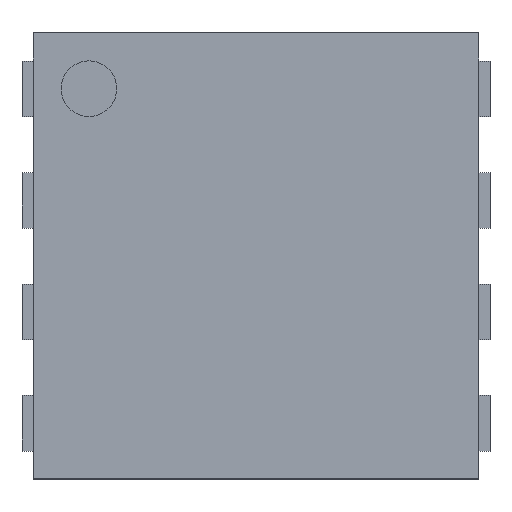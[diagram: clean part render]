
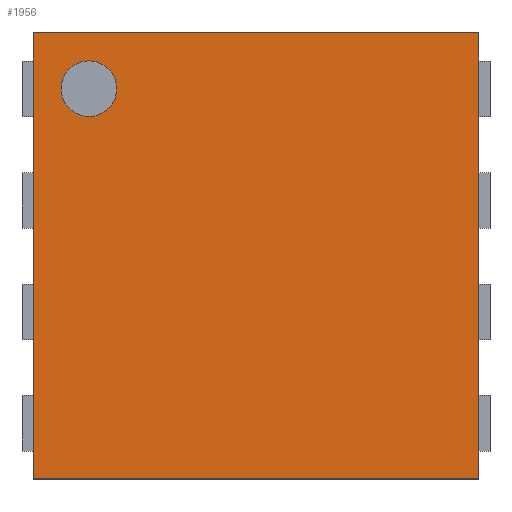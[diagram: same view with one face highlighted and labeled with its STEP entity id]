
A CAD part, top view. The second image highlights one B-rep face of the part: STEP entity #1956.
In plain terms, the highlighted planar face has unit normal (0, 0, 1).
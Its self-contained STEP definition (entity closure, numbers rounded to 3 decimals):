
#10 = EDGE_LOOP ( 'NONE', ( #1449, #1635, #1296, #953 ) ) ;
#143 = AXIS2_PLACEMENT_3D ( 'NONE', #939, #690, #1744 ) ;
#158 = CARTESIAN_POINT ( 'NONE',  ( -0.75, 0.75, 1. ) ) ;
#208 = CARTESIAN_POINT ( 'NONE',  ( -0.75, 0.75, 1. ) ) ;
#212 = PLANE ( 'NONE',  #143 ) ;
#291 = CARTESIAN_POINT ( 'NONE',  ( 1., 1., 1. ) ) ;
#345 = EDGE_CURVE ( 'NONE', #2370, #1467, #1451, .T. ) ;
#371 = DIRECTION ( 'NONE',  ( 0., 0., 1. ) ) ;
#400 = VECTOR ( 'NONE', #1312, 1000. ) ;
#469 = ORIENTED_EDGE ( 'NONE', *, *, #990, .F. ) ;
#506 = VERTEX_POINT ( 'NONE', #1395 ) ;
#639 = DIRECTION ( 'NONE',  ( 0., 0., 1. ) ) ;
#645 = FACE_BOUND ( 'NONE', #2639, .T. ) ;
#686 = CARTESIAN_POINT ( 'NONE',  ( 1., -1., 1. ) ) ;
#690 = DIRECTION ( 'NONE',  ( 0., 0., 1. ) ) ;
#837 = DIRECTION ( 'NONE',  ( 1., 0., 0. ) ) ;
#897 = LINE ( 'NONE', #686, #1800 ) ;
#939 = CARTESIAN_POINT ( 'NONE',  ( -1., -1., 1. ) ) ;
#953 = ORIENTED_EDGE ( 'NONE', *, *, #1730, .F. ) ;
#990 = EDGE_CURVE ( 'NONE', #1054, #506, #2197, .T. ) ;
#1054 = VERTEX_POINT ( 'NONE', #2102 ) ;
#1074 = LINE ( 'NONE', #2090, #1757 ) ;
#1094 = ORIENTED_EDGE ( 'NONE', *, *, #2211, .F. ) ;
#1154 = EDGE_CURVE ( 'NONE', #1467, #2432, #897, .T. ) ;
#1210 = DIRECTION ( 'NONE',  ( 1., 0., 0. ) ) ;
#1224 = CARTESIAN_POINT ( 'NONE',  ( -1., 1., 1. ) ) ;
#1296 = ORIENTED_EDGE ( 'NONE', *, *, #1154, .T. ) ;
#1312 = DIRECTION ( 'NONE',  ( 0., 1., 0. ) ) ;
#1395 = CARTESIAN_POINT ( 'NONE',  ( -0.625, 0.75, 1. ) ) ;
#1449 = ORIENTED_EDGE ( 'NONE', *, *, #2419, .F. ) ;
#1450 = VERTEX_POINT ( 'NONE', #1224 ) ;
#1451 = LINE ( 'NONE', #2703, #1941 ) ;
#1455 = AXIS2_PLACEMENT_3D ( 'NONE', #208, #639, #1693 ) ;
#1467 = VERTEX_POINT ( 'NONE', #2066 ) ;
#1536 = LINE ( 'NONE', #1940, #400 ) ;
#1635 = ORIENTED_EDGE ( 'NONE', *, *, #345, .T. ) ;
#1693 = DIRECTION ( 'NONE',  ( 1., 0., 0. ) ) ;
#1729 = CARTESIAN_POINT ( 'NONE',  ( -1., -1., 1. ) ) ;
#1730 = EDGE_CURVE ( 'NONE', #1450, #2432, #1074, .T. ) ;
#1740 = DIRECTION ( 'NONE',  ( 0., 1., 0. ) ) ;
#1744 = DIRECTION ( 'NONE',  ( 1., 0., 0. ) ) ;
#1757 = VECTOR ( 'NONE', #837, 1000. ) ;
#1800 = VECTOR ( 'NONE', #1740, 1000. ) ;
#1940 = CARTESIAN_POINT ( 'NONE',  ( -1., -1., 1. ) ) ;
#1941 = VECTOR ( 'NONE', #2475, 1000. ) ;
#1956 = ADVANCED_FACE ( 'NONE', ( #645, #2532 ), #212, .T. ) ;
#2066 = CARTESIAN_POINT ( 'NONE',  ( 1., -1., 1. ) ) ;
#2090 = CARTESIAN_POINT ( 'NONE',  ( -1., 1., 1. ) ) ;
#2102 = CARTESIAN_POINT ( 'NONE',  ( -0.875, 0.75, 1. ) ) ;
#2110 = CIRCLE ( 'NONE', #1455, 0.125 ) ;
#2197 = CIRCLE ( 'NONE', #2690, 0.125 ) ;
#2211 = EDGE_CURVE ( 'NONE', #506, #1054, #2110, .T. ) ;
#2370 = VERTEX_POINT ( 'NONE', #1729 ) ;
#2419 = EDGE_CURVE ( 'NONE', #2370, #1450, #1536, .T. ) ;
#2432 = VERTEX_POINT ( 'NONE', #291 ) ;
#2475 = DIRECTION ( 'NONE',  ( 1., 0., 0. ) ) ;
#2532 = FACE_OUTER_BOUND ( 'NONE', #10, .T. ) ;
#2639 = EDGE_LOOP ( 'NONE', ( #1094, #469 ) ) ;
#2690 = AXIS2_PLACEMENT_3D ( 'NONE', #158, #371, #1210 ) ;
#2703 = CARTESIAN_POINT ( 'NONE',  ( -1., -1., 1. ) ) ;
